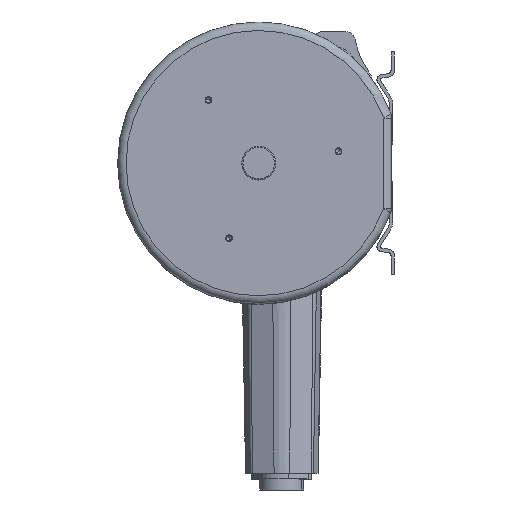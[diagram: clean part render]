
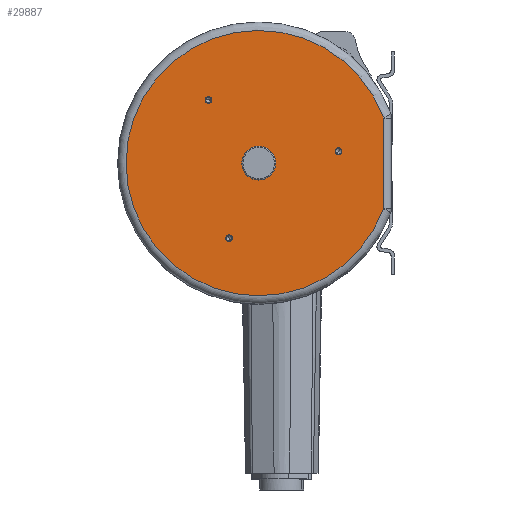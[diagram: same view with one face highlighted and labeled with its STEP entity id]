
A CAD part, left-side view. The second image highlights one B-rep face of the part: STEP entity #29887.
In plain terms, the highlighted planar face has unit normal (-1, 0, 0).
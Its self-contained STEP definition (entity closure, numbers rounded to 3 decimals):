
#11648=CARTESIAN_POINT('',(-253.,-221.,79.9));
#11665=CARTESIAN_POINT('',(-253.,0.,0.));
#11666=DIRECTION('',(-1.,0.,0.));
#11667=DIRECTION('',(0.,-0.94,0.34));
#11668=AXIS2_PLACEMENT_3D('',#11665,#11666,#11667);
#11697=CARTESIAN_POINT('',(-253.,89.02,111.913));
#11698=DIRECTION('',(-1.,0.,0.));
#11699=DIRECTION('',(0.,1.,0.));
#11700=AXIS2_PLACEMENT_3D('',#11697,#11698,#11699);
#11702=CARTESIAN_POINT('',(-253.,89.02,111.913));
#11703=DIRECTION('',(-1.,0.,0.));
#11704=DIRECTION('',(0.,-1.,0.));
#11705=AXIS2_PLACEMENT_3D('',#11702,#11703,#11704);
#11707=CARTESIAN_POINT('',(-253.,-141.429,21.137));
#11708=DIRECTION('',(-1.,0.,0.));
#11709=DIRECTION('',(0.,-0.5,0.866));
#11710=AXIS2_PLACEMENT_3D('',#11707,#11708,#11709);
#11712=CARTESIAN_POINT('',(-253.,-141.429,21.137));
#11713=DIRECTION('',(-1.,0.,0.));
#11714=DIRECTION('',(0.,0.5,-0.866));
#11715=AXIS2_PLACEMENT_3D('',#11712,#11713,#11714);
#11717=CARTESIAN_POINT('',(-253.,52.41,-133.05));
#11718=DIRECTION('',(-1.,0.,0.));
#11719=DIRECTION('',(0.,-0.5,-0.866));
#11720=AXIS2_PLACEMENT_3D('',#11717,#11718,#11719);
#11722=CARTESIAN_POINT('',(-253.,52.41,-133.05));
#11723=DIRECTION('',(-1.,0.,0.));
#11724=DIRECTION('',(0.,0.5,0.866));
#11725=AXIS2_PLACEMENT_3D('',#11722,#11723,#11724);
#11727=CARTESIAN_POINT('',(-253.,0.,0.));
#11728=DIRECTION('',(-1.,0.,0.));
#11729=DIRECTION('',(0.,0.,1.));
#11730=AXIS2_PLACEMENT_3D('',#11727,#11728,#11729);
#11732=CARTESIAN_POINT('',(-253.,0.,0.));
#11733=DIRECTION('',(-1.,0.,0.));
#11734=DIRECTION('',(0.,0.,-1.));
#11735=AXIS2_PLACEMENT_3D('',#11732,#11733,#11734);
#11737=DIRECTION('',(0.,0.,1.));
#11738=VECTOR('',#11737,159.8);
#11739=CARTESIAN_POINT('',(-253.,-221.,-79.9));
#11740=LINE('',#11739,#11738);
#13164=CARTESIAN_POINT('',(-253.,94.12,111.913));
#13165=CARTESIAN_POINT('',(-253.,83.92,111.913));
#13166=VERTEX_POINT('',#13164);
#13167=VERTEX_POINT('',#13165);
#13174=CARTESIAN_POINT('',(-253.,-143.979,25.553));
#13175=CARTESIAN_POINT('',(-253.,-138.879,16.72));
#13176=VERTEX_POINT('',#13174);
#13177=VERTEX_POINT('',#13175);
#13184=CARTESIAN_POINT('',(-253.,49.86,-137.466));
#13185=CARTESIAN_POINT('',(-253.,54.96,-128.633));
#13186=VERTEX_POINT('',#13184);
#13187=VERTEX_POINT('',#13185);
#13200=CARTESIAN_POINT('',(-253.,0.,30.));
#13201=CARTESIAN_POINT('',(-253.,0.,-30.));
#13202=VERTEX_POINT('',#13200);
#13203=VERTEX_POINT('',#13201);
#15922=VERTEX_POINT('',#11648);
#15924=CARTESIAN_POINT('',(-253.,-221.,-79.9));
#15925=VERTEX_POINT('',#15924);
#29854=CARTESIAN_POINT('',(-253.,0.,0.));
#29855=DIRECTION('',(1.,0.,0.));
#29856=DIRECTION('',(0.,-1.,0.));
#29857=AXIS2_PLACEMENT_3D('',#29854,#29855,#29856);
#29858=PLANE('',#29857);
#29859=ORIENTED_EDGE('',*,*,#29846,.F.);
#29860=ORIENTED_EDGE('',*,*,#29754,.F.);
#29861=EDGE_LOOP('',(#29859,#29860));
#29862=FACE_OUTER_BOUND('',#29861,.F.);
#29864=ORIENTED_EDGE('',*,*,#29863,.T.);
#29866=ORIENTED_EDGE('',*,*,#29865,.T.);
#29867=EDGE_LOOP('',(#29864,#29866));
#29868=FACE_BOUND('',#29867,.F.);
#29870=ORIENTED_EDGE('',*,*,#29869,.T.);
#29872=ORIENTED_EDGE('',*,*,#29871,.T.);
#29873=EDGE_LOOP('',(#29870,#29872));
#29874=FACE_BOUND('',#29873,.F.);
#29876=ORIENTED_EDGE('',*,*,#29875,.T.);
#29878=ORIENTED_EDGE('',*,*,#29877,.T.);
#29879=EDGE_LOOP('',(#29876,#29878));
#29880=FACE_BOUND('',#29879,.F.);
#29882=ORIENTED_EDGE('',*,*,#29881,.T.);
#29884=ORIENTED_EDGE('',*,*,#29883,.T.);
#29885=EDGE_LOOP('',(#29882,#29884));
#29886=FACE_BOUND('',#29885,.F.);
#29887=ADVANCED_FACE('',(#29862,#29868,#29874,#29880,#29886),#29858,.F.);
#11669=CIRCLE('',#11668,235.);
#11701=CIRCLE('',#11700,5.1);
#11706=CIRCLE('',#11705,5.1);
#11711=CIRCLE('',#11710,5.1);
#11716=CIRCLE('',#11715,5.1);
#11721=CIRCLE('',#11720,5.1);
#11726=CIRCLE('',#11725,5.1);
#11731=CIRCLE('',#11730,30.);
#11736=CIRCLE('',#11735,30.);
#29754=EDGE_CURVE('',#15922,#15925,#11669,.T.);
#29846=EDGE_CURVE('',#15925,#15922,#11740,.T.);
#29863=EDGE_CURVE('',#13166,#13167,#11701,.T.);
#29865=EDGE_CURVE('',#13167,#13166,#11706,.T.);
#29869=EDGE_CURVE('',#13176,#13177,#11711,.T.);
#29871=EDGE_CURVE('',#13177,#13176,#11716,.T.);
#29875=EDGE_CURVE('',#13186,#13187,#11721,.T.);
#29877=EDGE_CURVE('',#13187,#13186,#11726,.T.);
#29881=EDGE_CURVE('',#13202,#13203,#11731,.T.);
#29883=EDGE_CURVE('',#13203,#13202,#11736,.T.);
